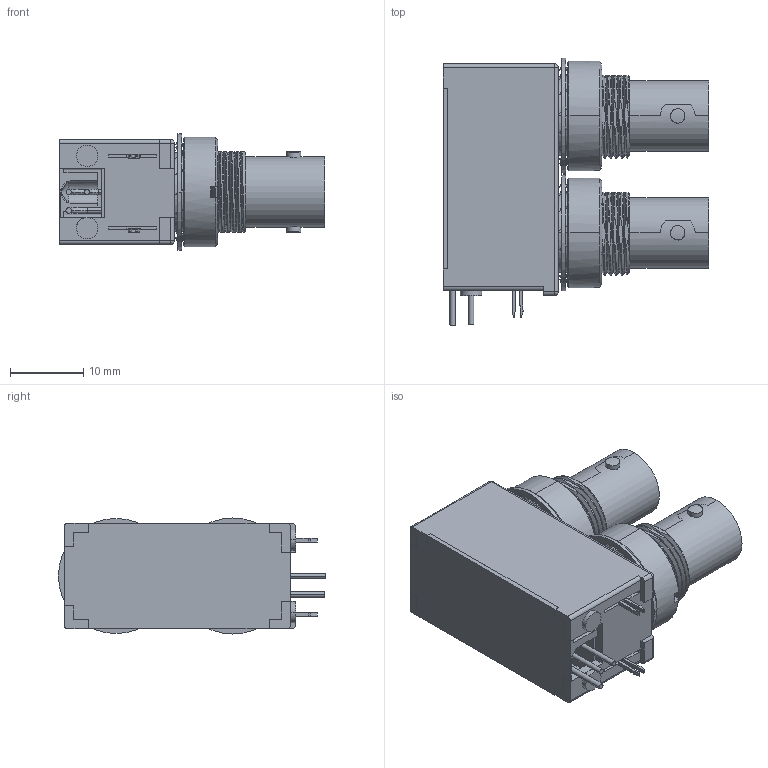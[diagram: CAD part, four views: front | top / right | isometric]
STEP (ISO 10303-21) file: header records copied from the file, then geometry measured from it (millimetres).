
FILE_DESCRIPTION((''),'2;1');
FILE_NAME('31-6071','2016-12-09T',('Rajagopal'),(''),'PRO/ENGINEER BY PARAMETRIC TECHNOLOGY CORPORATION, 2014440','PRO/ENGINEER BY PARAMETRIC TECHNOLOGY CORPORATION, 2014440','');
FILE_SCHEMA(('CONFIG_CONTROL_DESIGN'));
Products named in the file (1): 31-6071
Bounding box: 36.33 x 36.57 x 15.88 mm (x, y, z)
Surface area: 8972.5 mm2 (no closed solid volume)
Topology: 0 solids, 19 shells, 769 faces, 2806 edges, 2012 vertices
Faces by surface type: plane 227, cone 199, cylinder 194, bspline 139, torus 6, sphere 4
Entity records: 48691 total; most frequent: CARTESIAN_POINT 26957, ORIENTED_EDGE 4419, DIRECTION 3866, EDGE_CURVE 2801, VERTEX_POINT 2012, VECTOR 1408, LINE 1408, AXIS2_PLACEMENT_3D 1229
